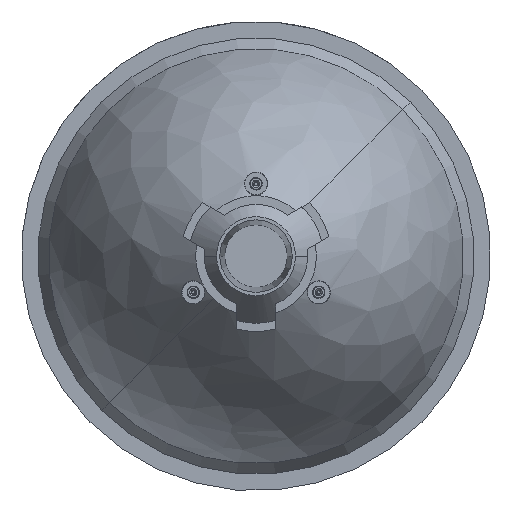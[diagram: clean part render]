
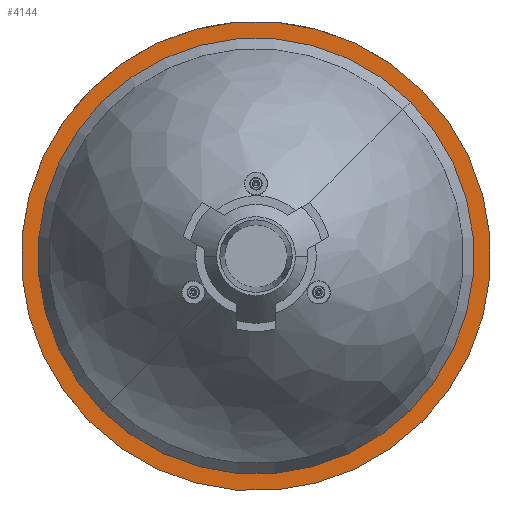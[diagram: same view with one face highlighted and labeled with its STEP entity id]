
A CAD part, front view. The second image highlights one B-rep face of the part: STEP entity #4144.
In plain terms, the highlighted planar face has unit normal (0, -1, 0).
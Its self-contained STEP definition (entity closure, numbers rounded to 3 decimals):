
#138 = EDGE_LOOP ( 'NONE', ( #1975, #2048 ) ) ;
#819 = AXIS2_PLACEMENT_3D ( 'NONE', #3533, #3511, #3543 ) ;
#829 = CIRCLE ( 'NONE', #819, 42. ) ;
#1039 = DIRECTION ( 'NONE',  ( 0., 1., 0. ) ) ;
#1263 = DIRECTION ( 'NONE',  ( 0., 0., -1. ) ) ;
#1322 = CARTESIAN_POINT ( 'NONE',  ( 0., -1.6, 0. ) ) ;
#1465 = VERTEX_POINT ( 'NONE', #3550 ) ;
#1472 = VERTEX_POINT ( 'NONE', #3527 ) ;
#1477 = VERTEX_POINT ( 'NONE', #3593 ) ;
#1975 = ORIENTED_EDGE ( 'NONE', *, *, #3655, .F. ) ;
#2048 = ORIENTED_EDGE ( 'NONE', *, *, #3709, .F. ) ;
#2049 = ORIENTED_EDGE ( 'NONE', *, *, #4198, .F. ) ;
#2050 = ORIENTED_EDGE ( 'NONE', *, *, #4200, .F. ) ;
#2086 = EDGE_LOOP ( 'NONE', ( #2049, #2050 ) ) ;
#3296 = CIRCLE ( 'NONE', #3418, 42. ) ;
#3418 = AXIS2_PLACEMENT_3D ( 'NONE', #1322, #1039, #1263 ) ;
#3479 = CARTESIAN_POINT ( 'NONE',  ( 0., -1.6, -39.005 ) ) ;
#3511 = DIRECTION ( 'NONE',  ( 0., 1., 0. ) ) ;
#3527 = CARTESIAN_POINT ( 'NONE',  ( 0., -1.6, -42. ) ) ;
#3533 = CARTESIAN_POINT ( 'NONE',  ( 0., -1.6, 0. ) ) ;
#3543 = DIRECTION ( 'NONE',  ( 0., 0., -1. ) ) ;
#3550 = CARTESIAN_POINT ( 'NONE',  ( 0., -1.6, 39.005 ) ) ;
#3593 = CARTESIAN_POINT ( 'NONE',  ( 0., -1.6, 42. ) ) ;
#3650 = VERTEX_POINT ( 'NONE', #3479 ) ;
#3655 = EDGE_CURVE ( 'NONE', #1472, #1477, #829, .T. ) ;
#3709 = EDGE_CURVE ( 'NONE', #1477, #1472, #3296, .T. ) ;
#4144 = ADVANCED_FACE ( 'NONE', ( #5456, #5457 ), #5461, .F. ) ;
#4198 = EDGE_CURVE ( 'NONE', #1465, #3650, #4809, .T. ) ;
#4200 = EDGE_CURVE ( 'NONE', #3650, #1465, #4828, .T. ) ;
#4654 = AXIS2_PLACEMENT_3D ( 'NONE', #5692, #5693, #5694 ) ;
#4809 = CIRCLE ( 'NONE', #4654, 39.005 ) ;
#4828 = CIRCLE ( 'NONE', #4964, 39.005 ) ;
#4964 = AXIS2_PLACEMENT_3D ( 'NONE', #5700, #5701, #5702 ) ;
#4993 = AXIS2_PLACEMENT_3D ( 'NONE', #5455, #5462, #5463 ) ;
#5455 = CARTESIAN_POINT ( 'NONE',  ( -29.698, -1.6, -29.698 ) ) ;
#5456 = FACE_OUTER_BOUND ( 'NONE', #138, .T. ) ;
#5457 = FACE_BOUND ( 'NONE', #2086, .T. ) ;
#5461 = PLANE ( 'NONE',  #4993 ) ;
#5462 = DIRECTION ( 'NONE',  ( 0., 1., 0. ) ) ;
#5463 = DIRECTION ( 'NONE',  ( 0., 0., 1. ) ) ;
#5692 = CARTESIAN_POINT ( 'NONE',  ( 0., -1.6, 0. ) ) ;
#5693 = DIRECTION ( 'NONE',  ( 0., -1., 0. ) ) ;
#5694 = DIRECTION ( 'NONE',  ( 0., 0., 1. ) ) ;
#5700 = CARTESIAN_POINT ( 'NONE',  ( 0., -1.6, 0. ) ) ;
#5701 = DIRECTION ( 'NONE',  ( 0., -1., 0. ) ) ;
#5702 = DIRECTION ( 'NONE',  ( 0., 0., 1. ) ) ;
